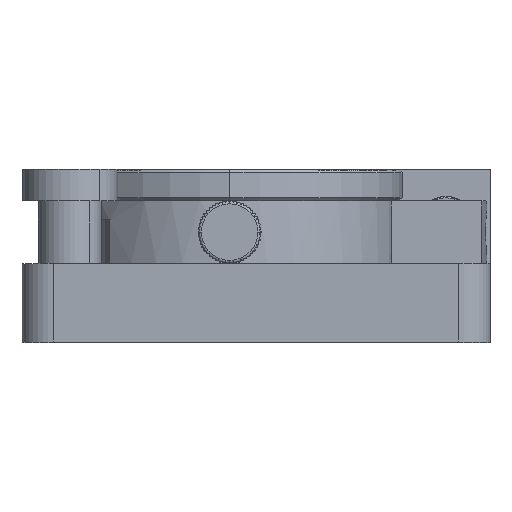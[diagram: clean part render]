
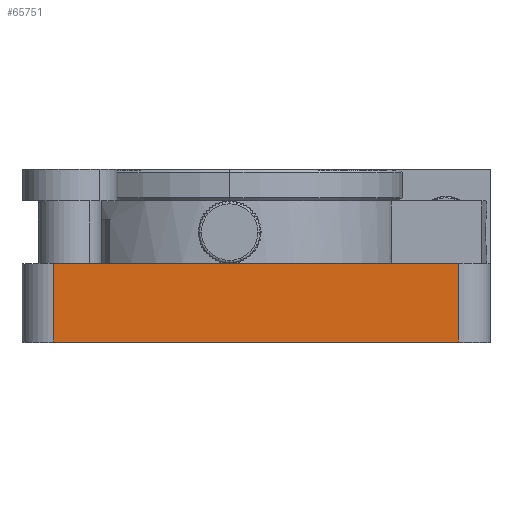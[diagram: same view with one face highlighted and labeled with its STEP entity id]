
A CAD part, top view. The second image highlights one B-rep face of the part: STEP entity #65751.
In plain terms, the highlighted planar face has unit normal (0, 0, 1).
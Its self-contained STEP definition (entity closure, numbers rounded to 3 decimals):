
#625 = CARTESIAN_POINT ( 'NONE',  ( 36.5, -45.5, 0. ) ) ;
#5175 = CARTESIAN_POINT ( 'NONE',  ( -28., -45.5, 0. ) ) ;
#13568 = DIRECTION ( 'NONE',  ( 0., 0., 1. ) ) ;
#14953 = VECTOR ( 'NONE', #49076, 1000. ) ;
#22498 = VERTEX_POINT ( 'NONE', #24857 ) ;
#24857 = CARTESIAN_POINT ( 'NONE',  ( 36.5, -33., 0. ) ) ;
#25410 = FACE_OUTER_BOUND ( 'NONE', #40651, .T. ) ;
#26125 = ORIENTED_EDGE ( 'NONE', *, *, #126304, .T. ) ;
#27738 = CARTESIAN_POINT ( 'NONE',  ( -28., -33., 0. ) ) ;
#33508 = LINE ( 'NONE', #5175, #14953 ) ;
#34018 = VECTOR ( 'NONE', #40402, 1000. ) ;
#38261 = LINE ( 'NONE', #125835, #77013 ) ;
#40402 = DIRECTION ( 'NONE',  ( 1., 0., 0. ) ) ;
#40651 = EDGE_LOOP ( 'NONE', ( #46467, #54091, #26125, #129178 ) ) ;
#46467 = ORIENTED_EDGE ( 'NONE', *, *, #122103, .F. ) ;
#47601 = VERTEX_POINT ( 'NONE', #48109 ) ;
#48109 = CARTESIAN_POINT ( 'NONE',  ( 36.5, -45.5, 0. ) ) ;
#49076 = DIRECTION ( 'NONE',  ( 1., 0., 0. ) ) ;
#54091 = ORIENTED_EDGE ( 'NONE', *, *, #93521, .F. ) ;
#65751 = ADVANCED_FACE ( 'NONE', ( #25410 ), #108864, .T. ) ;
#67006 = LINE ( 'NONE', #625, #97420 ) ;
#71747 = CARTESIAN_POINT ( 'NONE',  ( -28., -45.5, 0. ) ) ;
#72257 = VERTEX_POINT ( 'NONE', #75121 ) ;
#75121 = CARTESIAN_POINT ( 'NONE',  ( -28., -33., 0. ) ) ;
#77013 = VECTOR ( 'NONE', #83421, 1000. ) ;
#83421 = DIRECTION ( 'NONE',  ( 0., 1., 0. ) ) ;
#86045 = AXIS2_PLACEMENT_3D ( 'NONE', #120648, #13568, #131926 ) ;
#93521 = EDGE_CURVE ( 'NONE', #98927, #72257, #38261, .T. ) ;
#97420 = VECTOR ( 'NONE', #127977, 1000. ) ;
#98927 = VERTEX_POINT ( 'NONE', #71747 ) ;
#108864 = PLANE ( 'NONE',  #86045 ) ;
#116848 = LINE ( 'NONE', #27738, #34018 ) ;
#120648 = CARTESIAN_POINT ( 'NONE',  ( -28., -45.5, 0. ) ) ;
#122103 = EDGE_CURVE ( 'NONE', #72257, #22498, #116848, .T. ) ;
#125835 = CARTESIAN_POINT ( 'NONE',  ( -28., -45.5, 0. ) ) ;
#126304 = EDGE_CURVE ( 'NONE', #98927, #47601, #33508, .T. ) ;
#127977 = DIRECTION ( 'NONE',  ( 0., 1., 0. ) ) ;
#129178 = ORIENTED_EDGE ( 'NONE', *, *, #133543, .T. ) ;
#131926 = DIRECTION ( 'NONE',  ( 1., 0., 0. ) ) ;
#133543 = EDGE_CURVE ( 'NONE', #47601, #22498, #67006, .T. ) ;
